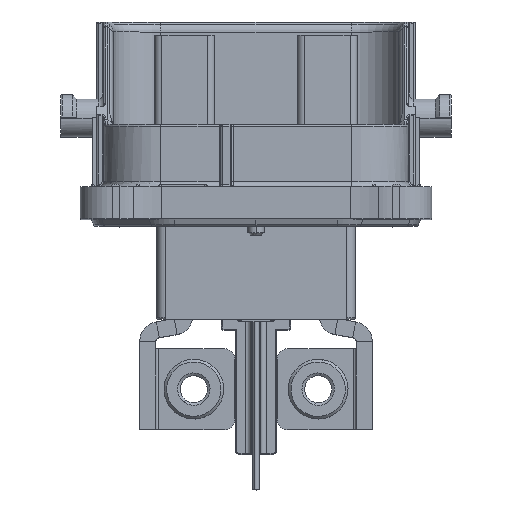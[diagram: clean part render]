
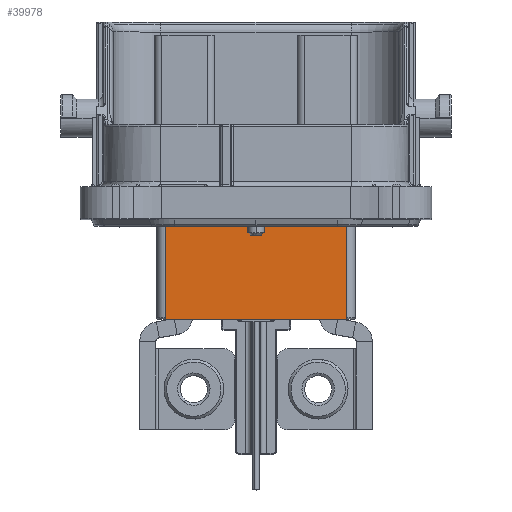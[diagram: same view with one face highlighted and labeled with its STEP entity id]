
A CAD part, top view. The second image highlights one B-rep face of the part: STEP entity #39978.
In plain terms, the highlighted planar face has unit normal (0, 0, 1).
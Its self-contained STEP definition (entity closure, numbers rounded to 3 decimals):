
#40 = EDGE_CURVE ( 'NONE', #34786, #19846, #6650, .T. ) ;
#826 = PLANE ( 'NONE',  #6349 ) ;
#1306 = ORIENTED_EDGE ( 'NONE', *, *, #34341, .T. ) ;
#1317 = DIRECTION ( 'NONE',  ( 0., 1., 0. ) ) ;
#1796 = CARTESIAN_POINT ( 'NONE',  ( -7.843, -11.015, 86.034 ) ) ;
#1949 = DIRECTION ( 'NONE',  ( -1., 0., 0. ) ) ;
#4197 = CARTESIAN_POINT ( 'NONE',  ( -41.267, -11.015, 86.034 ) ) ;
#5159 = CARTESIAN_POINT ( 'NONE',  ( -41.267, -11.015, 86.034 ) ) ;
#5653 = DIRECTION ( 'NONE',  ( 0., 1., 0. ) ) ;
#6349 = AXIS2_PLACEMENT_3D ( 'NONE', #14051, #20911, #23892 ) ;
#6650 = LINE ( 'NONE', #5159, #28100 ) ;
#6957 = ORIENTED_EDGE ( 'NONE', *, *, #40, .T. ) ;
#8754 = VERTEX_POINT ( 'NONE', #11202 ) ;
#10959 = CARTESIAN_POINT ( 'NONE',  ( -7.843, -11.015, 86.034 ) ) ;
#11202 = CARTESIAN_POINT ( 'NONE',  ( -7.843, -29.515, 86.034 ) ) ;
#11342 = VECTOR ( 'NONE', #1949, 1000. ) ;
#12827 = FACE_OUTER_BOUND ( 'NONE', #31941, .T. ) ;
#13511 = CARTESIAN_POINT ( 'NONE',  ( -41.267, -29.515, 86.034 ) ) ;
#14036 = VECTOR ( 'NONE', #5653, 1000. ) ;
#14051 = CARTESIAN_POINT ( 'NONE',  ( -6.143, -29.515, 86.034 ) ) ;
#14881 = ORIENTED_EDGE ( 'NONE', *, *, #31956, .T. ) ;
#17082 = ORIENTED_EDGE ( 'NONE', *, *, #31726, .T. ) ;
#17298 = CARTESIAN_POINT ( 'NONE',  ( -7.843, -29.215, 86.034 ) ) ;
#17604 = LINE ( 'NONE', #13511, #39030 ) ;
#19059 = CARTESIAN_POINT ( 'NONE',  ( -7.843, -29.515, 86.034 ) ) ;
#19846 = VERTEX_POINT ( 'NONE', #26273 ) ;
#20911 = DIRECTION ( 'NONE',  ( 0., 0., -1. ) ) ;
#21412 = ORIENTED_EDGE ( 'NONE', *, *, #31204, .T. ) ;
#22053 = LINE ( 'NONE', #33410, #11342 ) ;
#23892 = DIRECTION ( 'NONE',  ( -1., 0., 0. ) ) ;
#26273 = CARTESIAN_POINT ( 'NONE',  ( -41.267, -29.515, 86.034 ) ) ;
#26815 = VERTEX_POINT ( 'NONE', #1796 ) ;
#28100 = VECTOR ( 'NONE', #37409, 1000. ) ;
#31204 = EDGE_CURVE ( 'NONE', #8754, #38881, #34490, .T. ) ;
#31332 = LINE ( 'NONE', #19059, #14036 ) ;
#31726 = EDGE_CURVE ( 'NONE', #19846, #8754, #17604, .T. ) ;
#31941 = EDGE_LOOP ( 'NONE', ( #14881, #1306, #6957, #17082, #21412 ) ) ;
#31956 = EDGE_CURVE ( 'NONE', #38881, #26815, #31332, .T. ) ;
#33410 = CARTESIAN_POINT ( 'NONE',  ( -6.143, -11.015, 86.034 ) ) ;
#34341 = EDGE_CURVE ( 'NONE', #26815, #34786, #22053, .T. ) ;
#34490 = LINE ( 'NONE', #10959, #40156 ) ;
#34786 = VERTEX_POINT ( 'NONE', #4197 ) ;
#36302 = DIRECTION ( 'NONE',  ( 1., 0., 0. ) ) ;
#37409 = DIRECTION ( 'NONE',  ( 0., -1., 0. ) ) ;
#38881 = VERTEX_POINT ( 'NONE', #17298 ) ;
#39030 = VECTOR ( 'NONE', #36302, 1000. ) ;
#39978 = ADVANCED_FACE ( 'NONE', ( #12827 ), #826, .F. ) ;
#40156 = VECTOR ( 'NONE', #1317, 1000. ) ;
